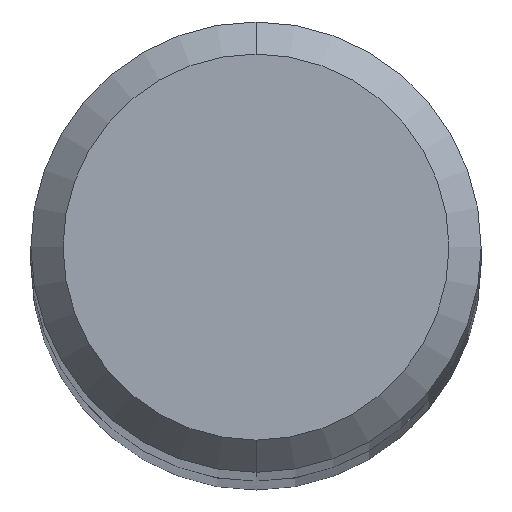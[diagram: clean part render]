
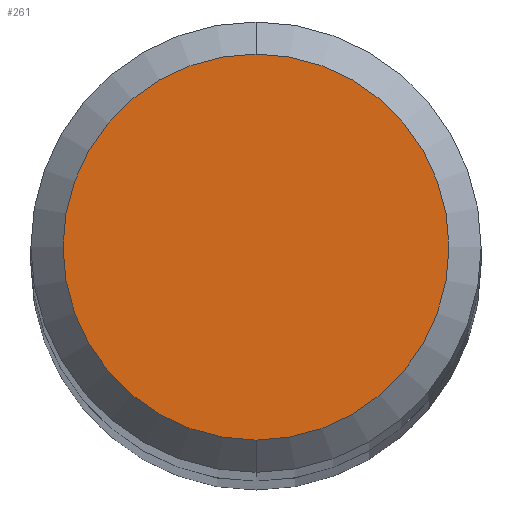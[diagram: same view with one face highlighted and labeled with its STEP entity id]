
A CAD part, top view. The second image highlights one B-rep face of the part: STEP entity #261.
In plain terms, the highlighted planar face has unit normal (0, 0, 1).
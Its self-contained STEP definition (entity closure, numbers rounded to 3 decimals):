
#181=VERTEX_POINT('',#459);
#183=EDGE_CURVE('',#337,#181,#461,.T.);
#261=ADVANCED_FACE('',(#546),#547,.T.);
#323=EDGE_CURVE('',#181,#337,#615,.T.);
#337=VERTEX_POINT('',#631);
#459=CARTESIAN_POINT('',(0.,-2.4,0.0));
#461=CIRCLE('',#785,2.4);
#546=FACE_OUTER_BOUND('',#991,.T.);
#547=PLANE('',#992);
#615=CIRCLE('',#1138,2.4);
#631=CARTESIAN_POINT('',(0.0,2.4,0.0));
#785=AXIS2_PLACEMENT_3D('',#1340,#1341,#1342);
#991=EDGE_LOOP('',(#1440,#1441));
#992=AXIS2_PLACEMENT_3D('',#1442,#1443,#1444);
#1138=AXIS2_PLACEMENT_3D('',#1510,#1511,#1512);
#1340=CARTESIAN_POINT('',(0.0,0.0,0.0));
#1341=DIRECTION('',(0.0,0.0,-1.0));
#1342=DIRECTION('',(0.0,1.0,0.0));
#1440=ORIENTED_EDGE('',*,*,#183,.F.);
#1441=ORIENTED_EDGE('',*,*,#323,.F.);
#1442=CARTESIAN_POINT('',(0.0,1.2,0.0));
#1443=DIRECTION('',(-0.0,0.0,1.0));
#1444=DIRECTION('',(0.0,-1.0,0.0));
#1510=CARTESIAN_POINT('',(0.0,0.0,0.0));
#1511=DIRECTION('',(0.0,0.0,-1.0));
#1512=DIRECTION('',(0.0,1.0,0.0));
